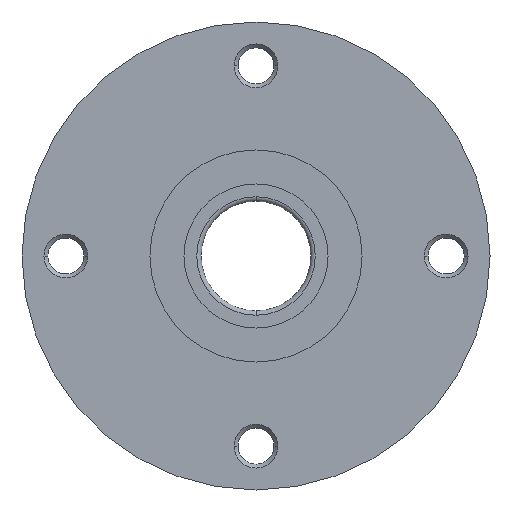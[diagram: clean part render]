
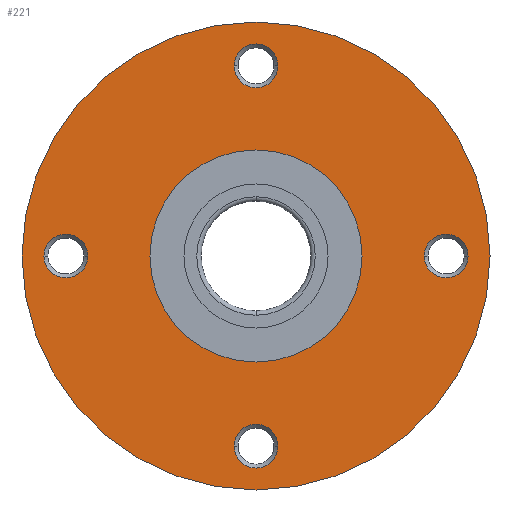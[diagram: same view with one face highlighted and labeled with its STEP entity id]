
A CAD part, left-side view. The second image highlights one B-rep face of the part: STEP entity #221.
In plain terms, the highlighted planar face has unit normal (-1, 0, 0).
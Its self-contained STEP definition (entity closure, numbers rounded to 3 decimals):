
#221 = ADVANCED_FACE( '', ( #373, #374, #375, #376, #377, #378 ), #379, .F. );
#373 = FACE_BOUND( '', #578, .T. );
#374 = FACE_BOUND( '', #579, .T. );
#375 = FACE_BOUND( '', #580, .T. );
#376 = FACE_BOUND( '', #581, .T. );
#377 = FACE_BOUND( '', #582, .T. );
#378 = FACE_OUTER_BOUND( '', #583, .T. );
#379 = PLANE( '', #584 );
#578 = EDGE_LOOP( '', ( #1029, #1030 ) );
#579 = EDGE_LOOP( '', ( #1031, #1032 ) );
#580 = EDGE_LOOP( '', ( #1033, #1034 ) );
#581 = EDGE_LOOP( '', ( #1035, #1036 ) );
#582 = EDGE_LOOP( '', ( #1037, #1038 ) );
#583 = EDGE_LOOP( '', ( #1039, #1040 ) );
#584 = AXIS2_PLACEMENT_3D( '', #1041, #1042, #1043 );
#1029 = ORIENTED_EDGE( '', *, *, #1425, .T. );
#1030 = ORIENTED_EDGE( '', *, *, #1407, .T. );
#1031 = ORIENTED_EDGE( '', *, *, #1431, .T. );
#1032 = ORIENTED_EDGE( '', *, *, #1393, .T. );
#1033 = ORIENTED_EDGE( '', *, *, #1437, .T. );
#1034 = ORIENTED_EDGE( '', *, *, #1379, .T. );
#1035 = ORIENTED_EDGE( '', *, *, #1443, .T. );
#1036 = ORIENTED_EDGE( '', *, *, #1365, .T. );
#1037 = ORIENTED_EDGE( '', *, *, #1451, .T. );
#1038 = ORIENTED_EDGE( '', *, *, #1349, .T. );
#1039 = ORIENTED_EDGE( '', *, *, #1345, .F. );
#1040 = ORIENTED_EDGE( '', *, *, #1453, .F. );
#1041 = CARTESIAN_POINT( '', ( 0., 0., 0. ) );
#1042 = DIRECTION( '', ( 1., 0., 0. ) );
#1043 = DIRECTION( '', ( 0., 0., -1. ) );
#1345 = EDGE_CURVE( '', #1547, #1550, #1551, .T. );
#1349 = EDGE_CURVE( '', #1558, #1555, #1559, .T. );
#1365 = EDGE_CURVE( '', #1590, #1587, #1591, .T. );
#1379 = EDGE_CURVE( '', #1616, #1613, #1617, .T. );
#1393 = EDGE_CURVE( '', #1642, #1639, #1643, .T. );
#1407 = EDGE_CURVE( '', #1668, #1665, #1669, .T. );
#1425 = EDGE_CURVE( '', #1665, #1668, #1696, .T. );
#1431 = EDGE_CURVE( '', #1639, #1642, #1702, .T. );
#1437 = EDGE_CURVE( '', #1613, #1616, #1708, .T. );
#1443 = EDGE_CURVE( '', #1587, #1590, #1714, .T. );
#1451 = EDGE_CURVE( '', #1555, #1558, #1722, .T. );
#1453 = EDGE_CURVE( '', #1550, #1547, #1724, .T. );
#1547 = VERTEX_POINT( '', #1881 );
#1550 = VERTEX_POINT( '', #1885 );
#1551 = CIRCLE( '', #1886, 32. );
#1555 = VERTEX_POINT( '', #1891 );
#1558 = VERTEX_POINT( '', #1895 );
#1559 = CIRCLE( '', #1896, 14.5 );
#1587 = VERTEX_POINT( '', #1931 );
#1590 = VERTEX_POINT( '', #1935 );
#1591 = CIRCLE( '', #1936, 3. );
#1613 = VERTEX_POINT( '', #1965 );
#1616 = VERTEX_POINT( '', #1969 );
#1617 = CIRCLE( '', #1970, 3. );
#1639 = VERTEX_POINT( '', #1999 );
#1642 = VERTEX_POINT( '', #2003 );
#1643 = CIRCLE( '', #2004, 3. );
#1665 = VERTEX_POINT( '', #2033 );
#1668 = VERTEX_POINT( '', #2037 );
#1669 = CIRCLE( '', #2038, 3. );
#1696 = CIRCLE( '', #2072, 3. );
#1702 = CIRCLE( '', #2078, 3. );
#1708 = CIRCLE( '', #2084, 3. );
#1714 = CIRCLE( '', #2090, 3. );
#1722 = CIRCLE( '', #2098, 14.5 );
#1724 = CIRCLE( '', #2100, 32. );
#1881 = CARTESIAN_POINT( '', ( 0., 0., -32. ) );
#1885 = CARTESIAN_POINT( '', ( 0., 0., 32. ) );
#1886 = AXIS2_PLACEMENT_3D( '', #2286, #2287, #2288 );
#1891 = CARTESIAN_POINT( '', ( 0., 14.5, 0. ) );
#1895 = CARTESIAN_POINT( '', ( 0., -14.5, 0. ) );
#1896 = AXIS2_PLACEMENT_3D( '', #2294, #2295, #2296 );
#1931 = CARTESIAN_POINT( '', ( 0., 29., 0. ) );
#1935 = CARTESIAN_POINT( '', ( 0., 23., 0. ) );
#1936 = AXIS2_PLACEMENT_3D( '', #2326, #2327, #2328 );
#1965 = CARTESIAN_POINT( '', ( 0., 3., -26. ) );
#1969 = CARTESIAN_POINT( '', ( 0., -3., -26. ) );
#1970 = AXIS2_PLACEMENT_3D( '', #2352, #2353, #2354 );
#1999 = CARTESIAN_POINT( '', ( 0., 3., 26. ) );
#2003 = CARTESIAN_POINT( '', ( 0., -3., 26. ) );
#2004 = AXIS2_PLACEMENT_3D( '', #2378, #2379, #2380 );
#2033 = CARTESIAN_POINT( '', ( 0., -23., 0. ) );
#2037 = CARTESIAN_POINT( '', ( 0., -29., 0. ) );
#2038 = AXIS2_PLACEMENT_3D( '', #2404, #2405, #2406 );
#2072 = AXIS2_PLACEMENT_3D( '', #2444, #2445, #2446 );
#2078 = AXIS2_PLACEMENT_3D( '', #2462, #2463, #2464 );
#2084 = AXIS2_PLACEMENT_3D( '', #2480, #2481, #2482 );
#2090 = AXIS2_PLACEMENT_3D( '', #2498, #2499, #2500 );
#2098 = AXIS2_PLACEMENT_3D( '', #2522, #2523, #2524 );
#2100 = AXIS2_PLACEMENT_3D( '', #2528, #2529, #2530 );
#2286 = CARTESIAN_POINT( '', ( 0., 0., 0. ) );
#2287 = DIRECTION( '', ( 1., 0., 0. ) );
#2288 = DIRECTION( '', ( 0., 0., -1. ) );
#2294 = CARTESIAN_POINT( '', ( 0., 0., 0. ) );
#2295 = DIRECTION( '', ( 1., 0., 0. ) );
#2296 = DIRECTION( '', ( 0., 1., 0. ) );
#2326 = CARTESIAN_POINT( '', ( 0., 26., 0. ) );
#2327 = DIRECTION( '', ( 1., 0., 0. ) );
#2328 = DIRECTION( '', ( 0., 1., 0. ) );
#2352 = CARTESIAN_POINT( '', ( 0., 0., -26. ) );
#2353 = DIRECTION( '', ( 1., 0., 0. ) );
#2354 = DIRECTION( '', ( 0., 1., 0. ) );
#2378 = CARTESIAN_POINT( '', ( 0., 0., 26. ) );
#2379 = DIRECTION( '', ( 1., 0., 0. ) );
#2380 = DIRECTION( '', ( 0., 1., 0. ) );
#2404 = CARTESIAN_POINT( '', ( 0., -26., 0. ) );
#2405 = DIRECTION( '', ( 1., 0., 0. ) );
#2406 = DIRECTION( '', ( 0., 1., 0. ) );
#2444 = CARTESIAN_POINT( '', ( 0., -26., 0. ) );
#2445 = DIRECTION( '', ( 1., 0., 0. ) );
#2446 = DIRECTION( '', ( 0., 1., 0. ) );
#2462 = CARTESIAN_POINT( '', ( 0., 0., 26. ) );
#2463 = DIRECTION( '', ( 1., 0., 0. ) );
#2464 = DIRECTION( '', ( 0., 1., 0. ) );
#2480 = CARTESIAN_POINT( '', ( 0., 0., -26. ) );
#2481 = DIRECTION( '', ( 1., 0., 0. ) );
#2482 = DIRECTION( '', ( 0., 1., 0. ) );
#2498 = CARTESIAN_POINT( '', ( 0., 26., 0. ) );
#2499 = DIRECTION( '', ( 1., 0., 0. ) );
#2500 = DIRECTION( '', ( 0., 1., 0. ) );
#2522 = CARTESIAN_POINT( '', ( 0., 0., 0. ) );
#2523 = DIRECTION( '', ( 1., 0., 0. ) );
#2524 = DIRECTION( '', ( 0., 1., 0. ) );
#2528 = CARTESIAN_POINT( '', ( 0., 0., 0. ) );
#2529 = DIRECTION( '', ( 1., 0., 0. ) );
#2530 = DIRECTION( '', ( 0., 0., -1. ) );
